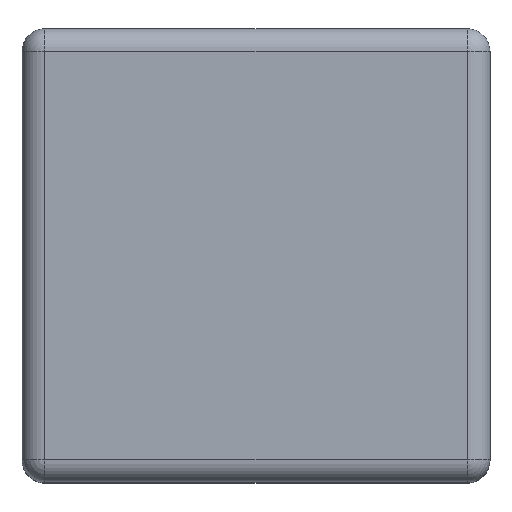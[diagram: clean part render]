
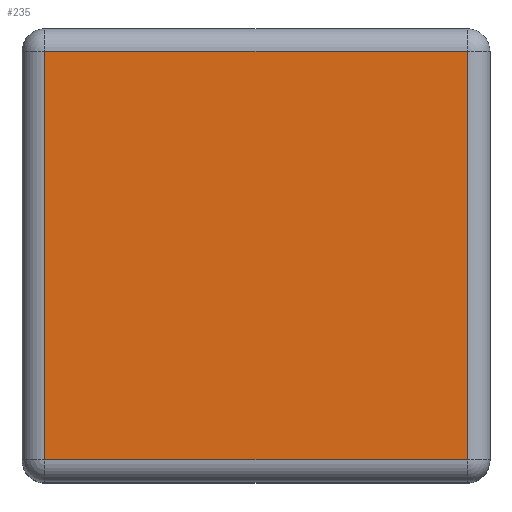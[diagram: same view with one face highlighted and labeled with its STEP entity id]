
A CAD part, top view. The second image highlights one B-rep face of the part: STEP entity #235.
In plain terms, the highlighted planar face has unit normal (0, 0, 1).
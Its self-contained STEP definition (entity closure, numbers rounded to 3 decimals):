
#13=DIRECTION('',(0.,0.,1.));
#34=VECTOR('',#35,1.);
#35=DIRECTION('',(0.,1.,0.));
#44=VECTOR('',#45,1.);
#45=DIRECTION('',(-0.,-1.,-0.));
#48=DIRECTION('',(1.,0.,0.));
#79=VERTEX_POINT('',#80);
#80=CARTESIAN_POINT('',(-3.003,2.903,5.8));
#88=VERTEX_POINT('',#89);
#89=CARTESIAN_POINT('',(-3.003,-2.903,5.8));
#93=EDGE_CURVE('',#79,#88,#94,.T.);
#94=LINE('',#80,#44);
#106=VECTOR('',#48,1.);
#235=ADVANCED_FACE('',(#236),#254,.T.);
#236=FACE_BOUND('',#237,.T.);
#237=EDGE_LOOP('',(#238,#243,#248,#253));
#238=ORIENTED_EDGE('',*,*,#239,.T.);
#239=EDGE_CURVE('',#88,#240,#242,.T.);
#240=VERTEX_POINT('',#241);
#241=CARTESIAN_POINT('',(3.003,-2.903,5.8));
#242=LINE('',#89,#106);
#243=ORIENTED_EDGE('',*,*,#244,.T.);
#244=EDGE_CURVE('',#240,#245,#247,.T.);
#245=VERTEX_POINT('',#246);
#246=CARTESIAN_POINT('',(3.003,2.903,5.8));
#247=LINE('',#241,#34);
#248=ORIENTED_EDGE('',*,*,#249,.T.);
#249=EDGE_CURVE('',#245,#79,#250,.T.);
#250=LINE('',#246,#251);
#251=VECTOR('',#252,1.);
#252=DIRECTION('',(-1.,-0.,-0.));
#253=ORIENTED_EDGE('',*,*,#93,.T.);
#254=PLANE('',#255);
#255=AXIS2_PLACEMENT_3D('',#256,#13,#48);
#256=CARTESIAN_POINT('',(-3.325,-3.225,5.8));
